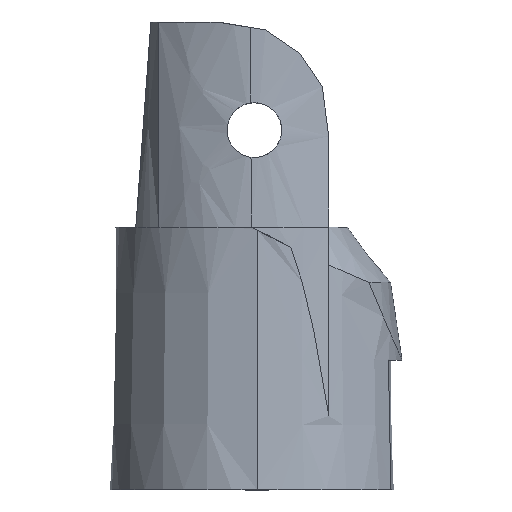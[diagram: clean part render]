
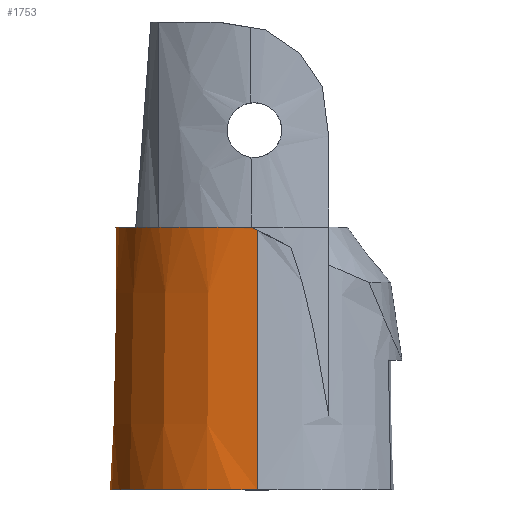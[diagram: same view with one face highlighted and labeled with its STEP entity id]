
A CAD part, left-side view. The second image highlights one B-rep face of the part: STEP entity #1753.
In plain terms, the highlighted conical face has half-angle 1.198 degrees and reference radius 8.183 mm.
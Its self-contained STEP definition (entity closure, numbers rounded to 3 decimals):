
#7 = DIRECTION ( 'NONE',  ( 0., 0., -1. ) ) ;
#26 = DIRECTION ( 'NONE',  ( 0.021, 0., -1. ) ) ;
#63 = CARTESIAN_POINT ( 'NONE',  ( -4.975, 6.266, 15.163 ) ) ;
#80 = CARTESIAN_POINT ( 'NONE',  ( -15.081, 7.604, 15.163 ) ) ;
#83 = EDGE_CURVE ( 'NONE', #841, #1666, #314, .T. ) ;
#135 = DIRECTION ( 'NONE',  ( -0.021, 0., -1. ) ) ;
#145 = EDGE_CURVE ( 'NONE', #1339, #580, #1336, .T. ) ;
#183 = CARTESIAN_POINT ( 'NONE',  ( -18.438, 3.697, 15.163 ) ) ;
#217 = CARTESIAN_POINT ( 'NONE',  ( -16.761, 6.266, 15.163 ) ) ;
#226 = CARTESIAN_POINT ( 'NONE',  ( -19.368, 0.589, 0. ) ) ;
#258 = CARTESIAN_POINT ( 'NONE',  ( -19.005, 1.878, 15.163 ) ) ;
#259 = DIRECTION ( 'NONE',  ( -1., 0., 0. ) ) ;
#260 = VERTEX_POINT ( 'NONE', #288 ) ;
#272 = CARTESIAN_POINT ( 'NONE',  ( -19.051, 0.589, 15.163 ) ) ;
#274 = AXIS2_PLACEMENT_3D ( 'NONE', #335, #1565, #471 ) ;
#288 = CARTESIAN_POINT ( 'NONE',  ( -2.682, 0.589, 14.982 ) ) ;
#292 = VERTEX_POINT ( 'NONE', #63 ) ;
#314 = CIRCLE ( 'NONE', #556, 8.5 ) ;
#335 = CARTESIAN_POINT ( 'NONE',  ( -10.868, 0.589, 15.163 ) ) ;
#386 = LINE ( 'NONE', #272, #1430 ) ;
#389 = CARTESIAN_POINT ( 'NONE',  ( -2.687, 0.816, 15.102 ) ) ;
#433 = DIRECTION ( 'NONE',  ( -1., 0., 0. ) ) ;
#467 = CARTESIAN_POINT ( 'NONE',  ( -6.656, 7.604, 15.163 ) ) ;
#471 = DIRECTION ( 'NONE',  ( -1., 0., 0. ) ) ;
#510 = EDGE_CURVE ( 'NONE', #771, #1258, #1322, .T. ) ;
#522 = DIRECTION ( 'NONE',  ( 1., 0., 0. ) ) ;
#534 = DIRECTION ( 'NONE',  ( 0., 0., -1. ) ) ;
#543 = CARTESIAN_POINT ( 'NONE',  ( -19.055, 0.589, 14.982 ) ) ;
#556 = AXIS2_PLACEMENT_3D ( 'NONE', #1112, #1658, #433 ) ;
#569 = DIRECTION ( 'NONE',  ( -1., 0., 0. ) ) ;
#577 = CARTESIAN_POINT ( 'NONE',  ( -2.685, 0.589, 15.163 ) ) ;
#580 = VERTEX_POINT ( 'NONE', #947 ) ;
#597 = EDGE_CURVE ( 'NONE', #292, #1352, #894, .T. ) ;
#629 = EDGE_CURVE ( 'NONE', #1258, #292, #792, .T. ) ;
#639 = DIRECTION ( 'NONE',  ( 0., 0., 1. ) ) ;
#642 = B_SPLINE_CURVE_WITH_KNOTS ( 'NONE', 3,
 ( #1642, #258, #1498, #1361 ),
 .UNSPECIFIED., .F., .F.,
 ( 4, 4 ),
 ( 0., 1. ),
 .UNSPECIFIED. ) ;
#667 = DIRECTION ( 'NONE',  ( 1., 0., 0. ) ) ;
#703 = ORIENTED_EDGE ( 'NONE', *, *, #597, .T. ) ;
#743 = CIRCLE ( 'NONE', #1314, 8.183 ) ;
#745 = ORIENTED_EDGE ( 'NONE', *, *, #629, .T. ) ;
#771 = VERTEX_POINT ( 'NONE', #80 ) ;
#792 = CIRCLE ( 'NONE', #1035, 8.183 ) ;
#793 = VECTOR ( 'NONE', #26, 1000. ) ;
#807 = ORIENTED_EDGE ( 'NONE', *, *, #1031, .T. ) ;
#824 = ORIENTED_EDGE ( 'NONE', *, *, #1636, .F. ) ;
#841 = VERTEX_POINT ( 'NONE', #226 ) ;
#851 = DIRECTION ( 'NONE',  ( 0., 0., 1. ) ) ;
#860 = DIRECTION ( 'NONE',  ( -1., 0., 0. ) ) ;
#861 = CARTESIAN_POINT ( 'NONE',  ( -19.054, 0.702, 15.041 ) ) ;
#876 = EDGE_CURVE ( 'NONE', #1345, #1705, #1662, .T. ) ;
#894 = CIRCLE ( 'NONE', #1066, 8.183 ) ;
#901 = ORIENTED_EDGE ( 'NONE', *, *, #1180, .T. ) ;
#912 = CARTESIAN_POINT ( 'NONE',  ( -10.868, 0.589, 15.163 ) ) ;
#917 = CARTESIAN_POINT ( 'NONE',  ( -19.044, 0.929, 15.163 ) ) ;
#931 = CONICAL_SURFACE ( 'NONE', #274, 8.183, 0.021 ) ;
#940 = CARTESIAN_POINT ( 'NONE',  ( -2.683, 0.703, 15.041 ) ) ;
#947 = CARTESIAN_POINT ( 'NONE',  ( -19.055, 0.589, 14.982 ) ) ;
#956 = CARTESIAN_POINT ( 'NONE',  ( -10.868, 0.589, 15.163 ) ) ;
#964 = B_SPLINE_CURVE_WITH_KNOTS ( 'NONE', 3,
 ( #1326, #940, #389, #1355 ),
 .UNSPECIFIED., .F., .F.,
 ( 4, 4 ),
 ( 0.008, 0.008 ),
 .UNSPECIFIED. ) ;
#968 = AXIS2_PLACEMENT_3D ( 'NONE', #912, #534, #259 ) ;
#1031 = EDGE_CURVE ( 'NONE', #1339, #1705, #642, .T. ) ;
#1035 = AXIS2_PLACEMENT_3D ( 'NONE', #956, #1788, #667 ) ;
#1059 = ORIENTED_EDGE ( 'NONE', *, *, #145, .F. ) ;
#1066 = AXIS2_PLACEMENT_3D ( 'NONE', #1499, #7, #860 ) ;
#1111 = CARTESIAN_POINT ( 'NONE',  ( -10.868, 0.589, 15.163 ) ) ;
#1112 = CARTESIAN_POINT ( 'NONE',  ( -10.868, 0.589, 0. ) ) ;
#1114 = EDGE_CURVE ( 'NONE', #771, #1345, #743, .T. ) ;
#1138 = ORIENTED_EDGE ( 'NONE', *, *, #83, .F. ) ;
#1180 = EDGE_CURVE ( 'NONE', #260, #1666, #1300, .T. ) ;
#1258 = VERTEX_POINT ( 'NONE', #467 ) ;
#1300 = LINE ( 'NONE', #577, #793 ) ;
#1314 = AXIS2_PLACEMENT_3D ( 'NONE', #1111, #851, #569 ) ;
#1322 = CIRCLE ( 'NONE', #968, 8.183 ) ;
#1326 = CARTESIAN_POINT ( 'NONE',  ( -2.682, 0.589, 14.982 ) ) ;
#1336 = B_SPLINE_CURVE_WITH_KNOTS ( 'NONE', 3,
 ( #917, #1619, #861, #543 ),
 .UNSPECIFIED., .F., .F.,
 ( 4, 4 ),
 ( 0., 0. ),
 .UNSPECIFIED. ) ;
#1338 = ORIENTED_EDGE ( 'NONE', *, *, #1551, .F. ) ;
#1339 = VERTEX_POINT ( 'NONE', #1602 ) ;
#1345 = VERTEX_POINT ( 'NONE', #217 ) ;
#1352 = VERTEX_POINT ( 'NONE', #1458 ) ;
#1355 = CARTESIAN_POINT ( 'NONE',  ( -2.693, 0.929, 15.163 ) ) ;
#1361 = CARTESIAN_POINT ( 'NONE',  ( -18.438, 3.697, 15.163 ) ) ;
#1386 = FACE_OUTER_BOUND ( 'NONE', #1434, .T. ) ;
#1388 = ORIENTED_EDGE ( 'NONE', *, *, #510, .T. ) ;
#1403 = AXIS2_PLACEMENT_3D ( 'NONE', #1466, #639, #522 ) ;
#1430 = VECTOR ( 'NONE', #135, 1000. ) ;
#1434 = EDGE_LOOP ( 'NONE', ( #1338, #901, #1138, #824, #1059, #807, #1691, #1671, #1388, #745, #703 ) ) ;
#1458 = CARTESIAN_POINT ( 'NONE',  ( -2.693, 0.929, 15.163 ) ) ;
#1466 = CARTESIAN_POINT ( 'NONE',  ( -10.868, 0.589, 15.163 ) ) ;
#1498 = CARTESIAN_POINT ( 'NONE',  ( -18.799, 2.819, 15.163 ) ) ;
#1499 = CARTESIAN_POINT ( 'NONE',  ( -10.868, 0.589, 15.163 ) ) ;
#1545 = CARTESIAN_POINT ( 'NONE',  ( -2.368, 0.589, 0. ) ) ;
#1551 = EDGE_CURVE ( 'NONE', #260, #1352, #964, .T. ) ;
#1565 = DIRECTION ( 'NONE',  ( 0., 0., -1. ) ) ;
#1602 = CARTESIAN_POINT ( 'NONE',  ( -19.044, 0.929, 15.163 ) ) ;
#1619 = CARTESIAN_POINT ( 'NONE',  ( -19.05, 0.816, 15.102 ) ) ;
#1636 = EDGE_CURVE ( 'NONE', #580, #841, #386, .T. ) ;
#1642 = CARTESIAN_POINT ( 'NONE',  ( -19.044, 0.929, 15.163 ) ) ;
#1658 = DIRECTION ( 'NONE',  ( 0., 0., -1. ) ) ;
#1662 = CIRCLE ( 'NONE', #1403, 8.183 ) ;
#1666 = VERTEX_POINT ( 'NONE', #1545 ) ;
#1671 = ORIENTED_EDGE ( 'NONE', *, *, #1114, .F. ) ;
#1691 = ORIENTED_EDGE ( 'NONE', *, *, #876, .F. ) ;
#1705 = VERTEX_POINT ( 'NONE', #183 ) ;
#1753 = ADVANCED_FACE ( 'NONE', ( #1386 ), #931, .T. ) ;
#1788 = DIRECTION ( 'NONE',  ( 0., 0., -1. ) ) ;
